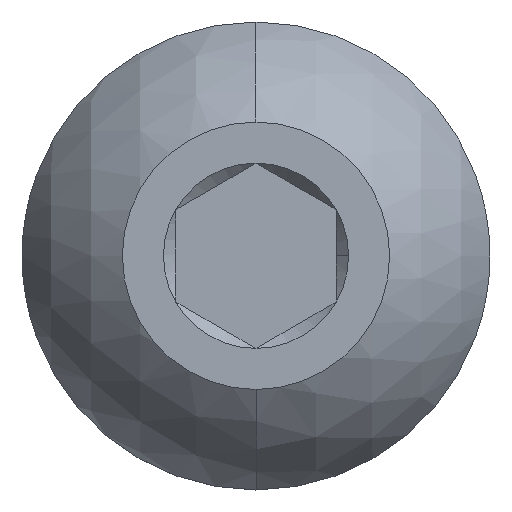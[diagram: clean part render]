
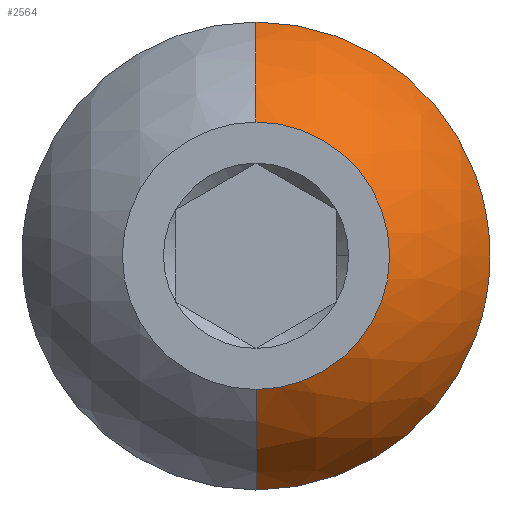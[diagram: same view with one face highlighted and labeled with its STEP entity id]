
A CAD part, top view. The second image highlights one B-rep face of the part: STEP entity #2564.
In plain terms, the highlighted spherical face has radius 7.469 mm.
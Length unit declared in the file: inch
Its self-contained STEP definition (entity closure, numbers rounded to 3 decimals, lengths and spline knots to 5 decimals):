
#91 = CIRCLE ( 'NONE', #973, 0.29405 ) ;
#93 = AXIS2_PLACEMENT_3D ( 'NONE', #345, #3051, #3830 ) ;
#176 = ORIENTED_EDGE ( 'NONE', *, *, #1220, .T. ) ;
#345 = CARTESIAN_POINT ( 'NONE',  ( 0., 0., -0.2491 ) ) ;
#462 = CIRCLE ( 'NONE', #2813, 0.2735 ) ;
#528 = CARTESIAN_POINT ( 'NONE',  ( 0., 0.15625, 0. ) ) ;
#610 = AXIS2_PLACEMENT_3D ( 'NONE', #1637, #3441, #4431 ) ;
#764 = DIRECTION ( 'NONE',  ( -1., 0., 0. ) ) ;
#973 = AXIS2_PLACEMENT_3D ( 'NONE', #2505, #2914, #2568 ) ;
#1049 = CIRCLE ( 'NONE', #3241, 0.15625 ) ;
#1083 = DIRECTION ( 'NONE',  ( 0., 0., 1. ) ) ;
#1148 = DIRECTION ( 'NONE',  ( 0., -1., 0. ) ) ;
#1189 = VERTEX_POINT ( 'NONE', #3928 ) ;
#1220 = EDGE_CURVE ( 'NONE', #3054, #4060, #91, .T. ) ;
#1274 = ORIENTED_EDGE ( 'NONE', *, *, #1287, .F. ) ;
#1282 = EDGE_CURVE ( 'NONE', #3785, #1189, #1561, .T. ) ;
#1287 = EDGE_CURVE ( 'NONE', #1189, #4060, #1049, .T. ) ;
#1313 = DIRECTION ( 'NONE',  ( 1., 0., 0. ) ) ;
#1334 = ORIENTED_EDGE ( 'NONE', *, *, #3555, .T. ) ;
#1383 = CARTESIAN_POINT ( 'NONE',  ( 0., 0., -0.1411 ) ) ;
#1409 = CARTESIAN_POINT ( 'NONE',  ( 0., 0.2735, -0.1411 ) ) ;
#1435 = VERTEX_POINT ( 'NONE', #3734 ) ;
#1561 = CIRCLE ( 'NONE', #3671, 0.29405 ) ;
#1637 = CARTESIAN_POINT ( 'NONE',  ( 0., 0., -0.1411 ) ) ;
#1999 = FACE_OUTER_BOUND ( 'NONE', #2919, .T. ) ;
#2052 = DIRECTION ( 'NONE',  ( 0., 0., 1. ) ) ;
#2215 = ORIENTED_EDGE ( 'NONE', *, *, #1282, .F. ) ;
#2505 = CARTESIAN_POINT ( 'NONE',  ( 0., 0., -0.2491 ) ) ;
#2564 = ADVANCED_FACE ( 'NONE', ( #1999 ), #2758, .T. ) ;
#2568 = DIRECTION ( 'NONE',  ( 0., 1., 0. ) ) ;
#2584 = CIRCLE ( 'NONE', #610, 0.2735 ) ;
#2758 = SPHERICAL_SURFACE ( 'NONE', #93, 0.29405 ) ;
#2812 = CARTESIAN_POINT ( 'NONE',  ( 0., -0.2735, -0.1411 ) ) ;
#2813 = AXIS2_PLACEMENT_3D ( 'NONE', #1383, #2052, #1313 ) ;
#2914 = DIRECTION ( 'NONE',  ( 1., 0., 0. ) ) ;
#2919 = EDGE_LOOP ( 'NONE', ( #3140, #1334, #176, #1274, #2215 ) ) ;
#3051 = DIRECTION ( 'NONE',  ( 1., 0., 0. ) ) ;
#3054 = VERTEX_POINT ( 'NONE', #1409 ) ;
#3140 = ORIENTED_EDGE ( 'NONE', *, *, #3570, .T. ) ;
#3214 = CARTESIAN_POINT ( 'NONE',  ( 0., 0., 0. ) ) ;
#3241 = AXIS2_PLACEMENT_3D ( 'NONE', #3214, #1083, #3969 ) ;
#3441 = DIRECTION ( 'NONE',  ( 0., 0., 1. ) ) ;
#3555 = EDGE_CURVE ( 'NONE', #1435, #3054, #462, .T. ) ;
#3570 = EDGE_CURVE ( 'NONE', #3785, #1435, #2584, .T. ) ;
#3618 = CARTESIAN_POINT ( 'NONE',  ( 0., 0., -0.2491 ) ) ;
#3671 = AXIS2_PLACEMENT_3D ( 'NONE', #3618, #764, #1148 ) ;
#3734 = CARTESIAN_POINT ( 'NONE',  ( 0.2735, 0., -0.1411 ) ) ;
#3785 = VERTEX_POINT ( 'NONE', #2812 ) ;
#3830 = DIRECTION ( 'NONE',  ( 0., -1., 0. ) ) ;
#3928 = CARTESIAN_POINT ( 'NONE',  ( 0., -0.15625, 0. ) ) ;
#3969 = DIRECTION ( 'NONE',  ( 1., 0., 0. ) ) ;
#4060 = VERTEX_POINT ( 'NONE', #528 ) ;
#4431 = DIRECTION ( 'NONE',  ( 1., 0., 0. ) ) ;
